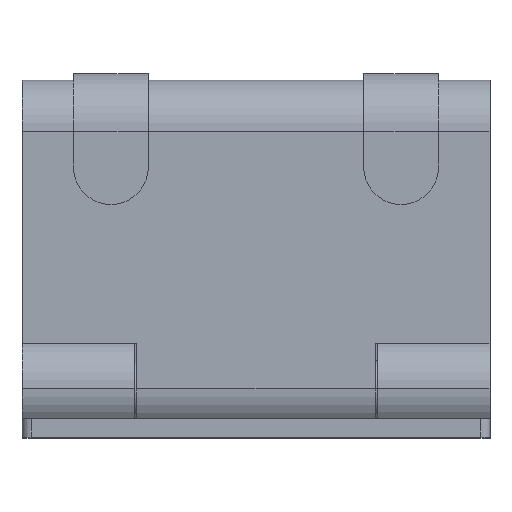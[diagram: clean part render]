
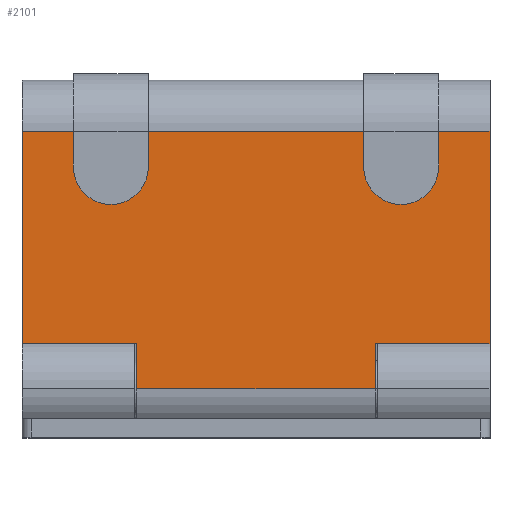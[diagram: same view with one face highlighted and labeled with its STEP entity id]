
A CAD part, top view. The second image highlights one B-rep face of the part: STEP entity #2101.
In plain terms, the highlighted planar face has unit normal (0, 0, 1).
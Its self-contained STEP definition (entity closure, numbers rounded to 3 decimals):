
#103 = ORIENTED_EDGE ( 'NONE', *, *, #2094, .T. ) ;
#245 = VECTOR ( 'NONE', #308, 1000. ) ;
#246 = CARTESIAN_POINT ( 'NONE',  ( -25., 27.498, 5.2 ) ) ;
#247 = LINE ( 'NONE', #246, #245 ) ;
#248 = DIRECTION ( 'NONE',  ( 0., 1., 0. ) ) ;
#249 = VECTOR ( 'NONE', #248, 1000. ) ;
#250 = CARTESIAN_POINT ( 'NONE',  ( -12.75, -5.2, 5.2 ) ) ;
#251 = LINE ( 'NONE', #250, #249 ) ;
#278 = CARTESIAN_POINT ( 'NONE',  ( 15.5, 23.698, 5.2 ) ) ;
#279 = AXIS2_PLACEMENT_3D ( 'NONE', #278, #338, #337 ) ;
#280 = CIRCLE ( 'NONE', #279, 4. ) ;
#281 = CARTESIAN_POINT ( 'NONE',  ( 11.5, 23.698, 5.2 ) ) ;
#282 = DIRECTION ( 'NONE',  ( -1., 0., 0. ) ) ;
#283 = DIRECTION ( 'NONE',  ( 0., 0., -1. ) ) ;
#284 = CARTESIAN_POINT ( 'NONE',  ( -15.5, 23.698, 5.2 ) ) ;
#285 = AXIS2_PLACEMENT_3D ( 'NONE', #284, #283, #282 ) ;
#286 = CIRCLE ( 'NONE', #285, 4. ) ;
#287 = CARTESIAN_POINT ( 'NONE',  ( -11.5, 23.698, 5.2 ) ) ;
#288 = DIRECTION ( 'NONE',  ( 0., -1., 0. ) ) ;
#289 = VECTOR ( 'NONE', #288, 1000. ) ;
#290 = CARTESIAN_POINT ( 'NONE',  ( 11.5, 27.498, 5.2 ) ) ;
#291 = LINE ( 'NONE', #290, #289 ) ;
#292 = CARTESIAN_POINT ( 'NONE',  ( -15.5, 19.698, 5.2 ) ) ;
#293 = DIRECTION ( 'NONE',  ( 0., -1., 0. ) ) ;
#294 = VECTOR ( 'NONE', #293, 1000. ) ;
#295 = CARTESIAN_POINT ( 'NONE',  ( -11.5, 27.498, 5.2 ) ) ;
#296 = LINE ( 'NONE', #295, #294 ) ;
#297 = CARTESIAN_POINT ( 'NONE',  ( -19.5, 23.698, 5.2 ) ) ;
#298 = DIRECTION ( 'NONE',  ( -1., 0., 0. ) ) ;
#299 = DIRECTION ( 'NONE',  ( 0., 0., -1. ) ) ;
#300 = CARTESIAN_POINT ( 'NONE',  ( -15.5, 23.698, 5.2 ) ) ;
#301 = AXIS2_PLACEMENT_3D ( 'NONE', #300, #299, #298 ) ;
#302 = CIRCLE ( 'NONE', #301, 4. ) ;
#303 = DIRECTION ( 'NONE',  ( 0., -1., 0. ) ) ;
#304 = VECTOR ( 'NONE', #303, 1000. ) ;
#305 = CARTESIAN_POINT ( 'NONE',  ( -19.5, 27.498, 5.2 ) ) ;
#306 = LINE ( 'NONE', #305, #304 ) ;
#307 = CARTESIAN_POINT ( 'NONE',  ( -25., 4.8, 5.2 ) ) ;
#308 = DIRECTION ( 'NONE',  ( 0., -1., 0. ) ) ;
#309 = CARTESIAN_POINT ( 'NONE',  ( 12.75, 0., 5.2 ) ) ;
#310 = DIRECTION ( 'NONE',  ( -1., 0., 0. ) ) ;
#311 = VECTOR ( 'NONE', #310, 1000. ) ;
#312 = CARTESIAN_POINT ( 'NONE',  ( 25., 0., 5.2 ) ) ;
#313 = LINE ( 'NONE', #312, #311 ) ;
#314 = DIRECTION ( 'NONE',  ( -1., 0., 0. ) ) ;
#315 = DIRECTION ( 'NONE',  ( 0., 0., -1. ) ) ;
#316 = CARTESIAN_POINT ( 'NONE',  ( 25., 27.498, 5.2 ) ) ;
#317 = AXIS2_PLACEMENT_3D ( 'NONE', #316, #315, #314 ) ;
#318 = PLANE ( 'NONE',  #317 ) ;
#319 = FACE_OUTER_BOUND ( 'NONE', #2102, .T. ) ;
#320 = CARTESIAN_POINT ( 'NONE',  ( -11.5, 27.498, 5.2 ) ) ;
#326 = DIRECTION ( 'NONE',  ( -1., 0., 0. ) ) ;
#327 = VECTOR ( 'NONE', #326, 1000. ) ;
#328 = CARTESIAN_POINT ( 'NONE',  ( -25., 4.8, 5.2 ) ) ;
#329 = LINE ( 'NONE', #328, #327 ) ;
#330 = CARTESIAN_POINT ( 'NONE',  ( -12.75, 4.8, 5.2 ) ) ;
#331 = CARTESIAN_POINT ( 'NONE',  ( 15.5, 19.698, 5.2 ) ) ;
#332 = DIRECTION ( 'NONE',  ( -1., 0., 0. ) ) ;
#333 = DIRECTION ( 'NONE',  ( 0., 0., -1. ) ) ;
#334 = CARTESIAN_POINT ( 'NONE',  ( 15.5, 23.698, 5.2 ) ) ;
#335 = AXIS2_PLACEMENT_3D ( 'NONE', #334, #333, #332 ) ;
#336 = CIRCLE ( 'NONE', #335, 4. ) ;
#337 = DIRECTION ( 'NONE',  ( -1., 0., 0. ) ) ;
#338 = DIRECTION ( 'NONE',  ( 0., 0., -1. ) ) ;
#410 = CARTESIAN_POINT ( 'NONE',  ( 25., 4.8, 5.2 ) ) ;
#411 = DIRECTION ( 'NONE',  ( -1., 0., 0. ) ) ;
#412 = VECTOR ( 'NONE', #411, 1000. ) ;
#413 = CARTESIAN_POINT ( 'NONE',  ( 12.75, 4.8, 5.2 ) ) ;
#414 = LINE ( 'NONE', #413, #412 ) ;
#415 = CARTESIAN_POINT ( 'NONE',  ( 12.75, 4.8, 5.2 ) ) ;
#416 = DIRECTION ( 'NONE',  ( 0., -1., 0. ) ) ;
#417 = VECTOR ( 'NONE', #416, 1000. ) ;
#418 = CARTESIAN_POINT ( 'NONE',  ( 12.75, -5.2, 5.2 ) ) ;
#419 = LINE ( 'NONE', #418, #417 ) ;
#420 = CARTESIAN_POINT ( 'NONE',  ( -12.75, 0., 5.2 ) ) ;
#450 = CARTESIAN_POINT ( 'NONE',  ( 11.5, 27.498, 5.2 ) ) ;
#451 = DIRECTION ( 'NONE',  ( -1., 0., 0. ) ) ;
#452 = VECTOR ( 'NONE', #451, 1000. ) ;
#453 = CARTESIAN_POINT ( 'NONE',  ( 25., 27.498, 5.2 ) ) ;
#454 = LINE ( 'NONE', #453, #452 ) ;
#461 = CARTESIAN_POINT ( 'NONE',  ( 19.5, 27.498, 5.2 ) ) ;
#462 = DIRECTION ( 'NONE',  ( -1., 0., 0. ) ) ;
#463 = VECTOR ( 'NONE', #462, 1000. ) ;
#464 = CARTESIAN_POINT ( 'NONE',  ( 25., 27.498, 5.2 ) ) ;
#465 = LINE ( 'NONE', #464, #463 ) ;
#466 = CARTESIAN_POINT ( 'NONE',  ( 25., 27.498, 5.2 ) ) ;
#467 = DIRECTION ( 'NONE',  ( 0., -1., 0. ) ) ;
#468 = VECTOR ( 'NONE', #467, 1000. ) ;
#469 = CARTESIAN_POINT ( 'NONE',  ( 25., 27.498, 5.2 ) ) ;
#470 = LINE ( 'NONE', #469, #468 ) ;
#509 = LINE ( 'NONE', #557, #556 ) ;
#537 = CARTESIAN_POINT ( 'NONE',  ( -25., 27.498, 5.2 ) ) ;
#543 = CARTESIAN_POINT ( 'NONE',  ( -19.5, 27.498, 5.2 ) ) ;
#555 = DIRECTION ( 'NONE',  ( -1., 0., 0. ) ) ;
#556 = VECTOR ( 'NONE', #555, 1000. ) ;
#557 = CARTESIAN_POINT ( 'NONE',  ( 25., 27.498, 5.2 ) ) ;
#1520 = DIRECTION ( 'NONE',  ( 0., -1., 0. ) ) ;
#1521 = VECTOR ( 'NONE', #1520, 1000. ) ;
#1522 = CARTESIAN_POINT ( 'NONE',  ( 19.5, 27.498, 5.2 ) ) ;
#1523 = LINE ( 'NONE', #1522, #1521 ) ;
#1524 = CARTESIAN_POINT ( 'NONE',  ( 19.5, 23.698, 5.2 ) ) ;
#2071 = EDGE_CURVE ( 'NONE', #2146, #2096, #251, .T. ) ;
#2072 = ORIENTED_EDGE ( 'NONE', *, *, #2071, .F. ) ;
#2073 = EDGE_CURVE ( 'NONE', #2201, #2076, #247, .T. ) ;
#2074 = ORIENTED_EDGE ( 'NONE', *, *, #2097, .F. ) ;
#2075 = ORIENTED_EDGE ( 'NONE', *, *, #2073, .T. ) ;
#2076 = VERTEX_POINT ( 'NONE', #307 ) ;
#2077 = ORIENTED_EDGE ( 'NONE', *, *, #2193, .T. ) ;
#2078 = ORIENTED_EDGE ( 'NONE', *, *, #2081, .T. ) ;
#2079 = ORIENTED_EDGE ( 'NONE', *, *, #2080, .F. ) ;
#2080 = EDGE_CURVE ( 'NONE', #2197, #2082, #306, .T. ) ;
#2081 = EDGE_CURVE ( 'NONE', #2086, #2082, #302, .T. ) ;
#2082 = VERTEX_POINT ( 'NONE', #297 ) ;
#2083 = ORIENTED_EDGE ( 'NONE', *, *, #2088, .F. ) ;
#2084 = ORIENTED_EDGE ( 'NONE', *, *, #2161, .T. ) ;
#2085 = EDGE_CURVE ( 'NONE', #2099, #2089, #296, .T. ) ;
#2086 = VERTEX_POINT ( 'NONE', #292 ) ;
#2087 = ORIENTED_EDGE ( 'NONE', *, *, #2085, .T. ) ;
#2088 = EDGE_CURVE ( 'NONE', #2162, #2092, #291, .T. ) ;
#2089 = VERTEX_POINT ( 'NONE', #287 ) ;
#2090 = ORIENTED_EDGE ( 'NONE', *, *, #2091, .T. ) ;
#2091 = EDGE_CURVE ( 'NONE', #2089, #2086, #286, .T. ) ;
#2092 = VERTEX_POINT ( 'NONE', #281 ) ;
#2093 = EDGE_CURVE ( 'NONE', #2095, #2092, #280, .T. ) ;
#2094 = EDGE_CURVE ( 'NONE', #2973, #2095, #336, .T. ) ;
#2095 = VERTEX_POINT ( 'NONE', #331 ) ;
#2096 = VERTEX_POINT ( 'NONE', #330 ) ;
#2097 = EDGE_CURVE ( 'NONE', #2096, #2076, #329, .T. ) ;
#2099 = VERTEX_POINT ( 'NONE', #320 ) ;
#2101 = ADVANCED_FACE ( 'NONE', ( #319 ), #318, .F. ) ;
#2102 = EDGE_LOOP ( 'NONE', ( #2103, #2147, #2150, #2153, #2156, #2972, #103, #2970, #2083, #2084, #2087, #2090, #2078, #2079, #2077, #2075, #2074, #2072 ) ) ;
#2103 = ORIENTED_EDGE ( 'NONE', *, *, #2104, .F. ) ;
#2104 = EDGE_CURVE ( 'NONE', #2105, #2146, #313, .T. ) ;
#2105 = VERTEX_POINT ( 'NONE', #309 ) ;
#2146 = VERTEX_POINT ( 'NONE', #420 ) ;
#2147 = ORIENTED_EDGE ( 'NONE', *, *, #2148, .F. ) ;
#2148 = EDGE_CURVE ( 'NONE', #2149, #2105, #419, .T. ) ;
#2149 = VERTEX_POINT ( 'NONE', #415 ) ;
#2150 = ORIENTED_EDGE ( 'NONE', *, *, #2151, .F. ) ;
#2151 = EDGE_CURVE ( 'NONE', #2152, #2149, #414, .T. ) ;
#2152 = VERTEX_POINT ( 'NONE', #410 ) ;
#2153 = ORIENTED_EDGE ( 'NONE', *, *, #2154, .F. ) ;
#2154 = EDGE_CURVE ( 'NONE', #2155, #2152, #470, .T. ) ;
#2155 = VERTEX_POINT ( 'NONE', #466 ) ;
#2156 = ORIENTED_EDGE ( 'NONE', *, *, #2157, .T. ) ;
#2157 = EDGE_CURVE ( 'NONE', #2155, #2158, #465, .T. ) ;
#2158 = VERTEX_POINT ( 'NONE', #461 ) ;
#2161 = EDGE_CURVE ( 'NONE', #2162, #2099, #454, .T. ) ;
#2162 = VERTEX_POINT ( 'NONE', #450 ) ;
#2193 = EDGE_CURVE ( 'NONE', #2197, #2201, #509, .T. ) ;
#2197 = VERTEX_POINT ( 'NONE', #543 ) ;
#2201 = VERTEX_POINT ( 'NONE', #537 ) ;
#2970 = ORIENTED_EDGE ( 'NONE', *, *, #2093, .T. ) ;
#2972 = ORIENTED_EDGE ( 'NONE', *, *, #2974, .T. ) ;
#2973 = VERTEX_POINT ( 'NONE', #1524 ) ;
#2974 = EDGE_CURVE ( 'NONE', #2158, #2973, #1523, .T. ) ;
